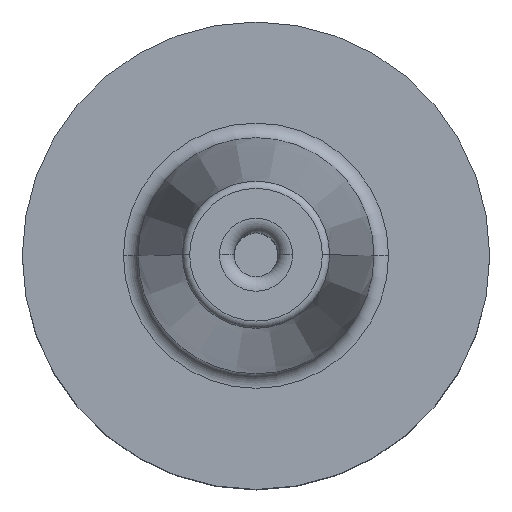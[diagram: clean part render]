
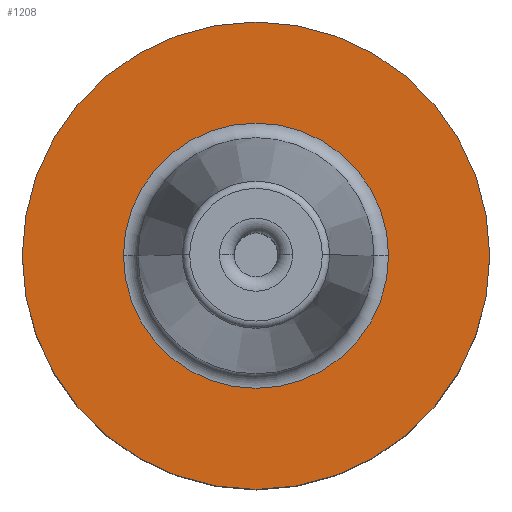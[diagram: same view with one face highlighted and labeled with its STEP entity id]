
A CAD part, top view. The second image highlights one B-rep face of the part: STEP entity #1208.
In plain terms, the highlighted planar face has unit normal (0, 0, 1).
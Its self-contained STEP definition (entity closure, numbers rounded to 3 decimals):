
#375=CARTESIAN_POINT('',(0.,0.,19.95));
#376=DIRECTION('',(0.,0.,1.));
#377=DIRECTION('',(0.,-1.,0.));
#378=AXIS2_PLACEMENT_3D('',#375,#376,#377);
#383=CARTESIAN_POINT('',(0.,0.,19.95));
#384=DIRECTION('',(0.,0.,1.));
#385=DIRECTION('',(0.,1.,0.));
#386=AXIS2_PLACEMENT_3D('',#383,#384,#385);
#391=CARTESIAN_POINT('',(0.,0.,19.95));
#392=DIRECTION('',(0.,0.,1.));
#393=DIRECTION('',(1.,0.,0.));
#394=AXIS2_PLACEMENT_3D('',#391,#392,#393);
#399=CARTESIAN_POINT('',(0.,0.,19.95));
#400=DIRECTION('',(0.,0.,-1.));
#401=DIRECTION('',(1.,0.,0.));
#402=AXIS2_PLACEMENT_3D('',#399,#400,#401);
#755=CARTESIAN_POINT('',(9.076,0.,19.95));
#756=VERTEX_POINT('',#755);
#761=CARTESIAN_POINT('',(-9.076,0.,19.95));
#762=VERTEX_POINT('',#761);
#851=CARTESIAN_POINT('',(0.,-16.,19.95));
#852=CARTESIAN_POINT('',(0.,16.,19.95));
#853=VERTEX_POINT('',#851);
#854=VERTEX_POINT('',#852);
#1193=CARTESIAN_POINT('',(0.,0.,19.95));
#1194=DIRECTION('',(0.,0.,1.));
#1195=DIRECTION('',(1.,0.,0.));
#1196=AXIS2_PLACEMENT_3D('',#1193,#1194,#1195);
#1197=PLANE('',#1196);
#1198=ORIENTED_EDGE('',*,*,#876,.F.);
#1199=ORIENTED_EDGE('',*,*,#934,.F.);
#1200=EDGE_LOOP('',(#1198,#1199));
#1201=FACE_OUTER_BOUND('',#1200,.F.);
#1203=ORIENTED_EDGE('',*,*,#1202,.T.);
#1205=ORIENTED_EDGE('',*,*,#1204,.F.);
#1206=EDGE_LOOP('',(#1203,#1205));
#1207=FACE_BOUND('',#1206,.F.);
#1208=ADVANCED_FACE('',(#1201,#1207),#1197,.T.);
#379=CIRCLE('',#378,16.);
#387=CIRCLE('',#386,16.);
#395=CIRCLE('',#394,9.076);
#403=CIRCLE('',#402,9.076);
#876=EDGE_CURVE('',#853,#854,#379,.T.);
#934=EDGE_CURVE('',#854,#853,#387,.T.);
#1202=EDGE_CURVE('',#756,#762,#395,.T.);
#1204=EDGE_CURVE('',#756,#762,#403,.T.);
